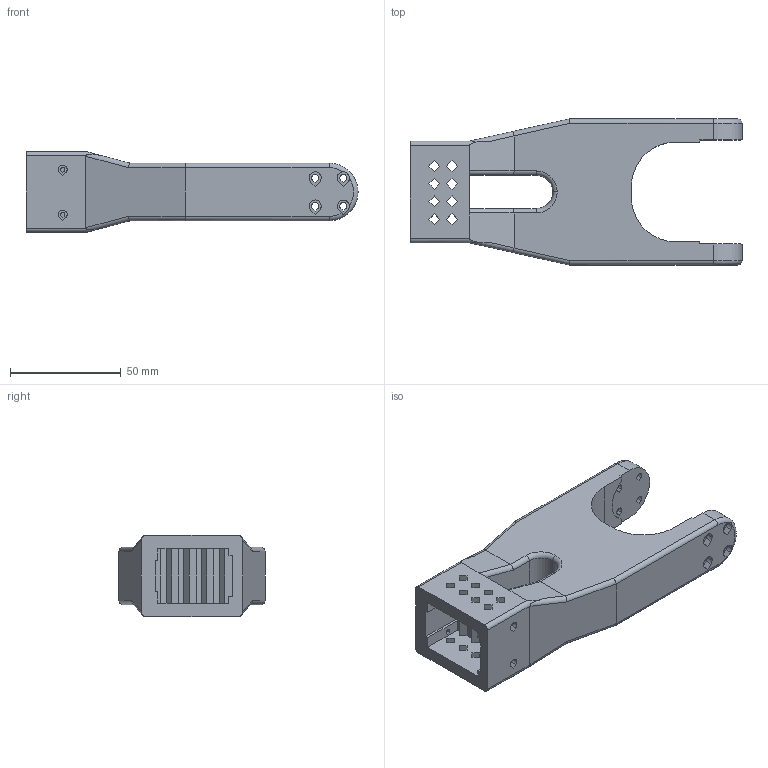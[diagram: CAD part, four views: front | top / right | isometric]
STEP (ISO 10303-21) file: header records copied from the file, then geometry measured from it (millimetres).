
FILE_DESCRIPTION (( 'STEP AP214' ), '1' );
FILE_NAME ('forearm_soarm_moce.STEP', '2026-02-21T18:26:47', ( '' ), ( '' ), 'SwSTEP 2.0', 'SolidWorks 2024', '' );
FILE_SCHEMA (( 'AUTOMOTIVE_DESIGN' ));
Length unit declared in the file: millimetre
Products named in the file (1): forearm_soarm_moce
Bounding box: 150 x 66 x 36.6 mm (x, y, z)
Volume: 158195.7 mm3; surface area: 33065.2 mm2
Topology: 1 solids, 1 shells, 261 faces, 748 edges, 486 vertices
Faces by surface type: plane 166, cylinder 89, torus 6
Entity records: 8715 total; most frequent: CARTESIAN_POINT 1745, ORIENTED_EDGE 1496, DIRECTION 1380, EDGE_CURVE 748, VECTOR 546, LINE 546, VERTEX_POINT 486, AXIS2_PLACEMENT_3D 417
